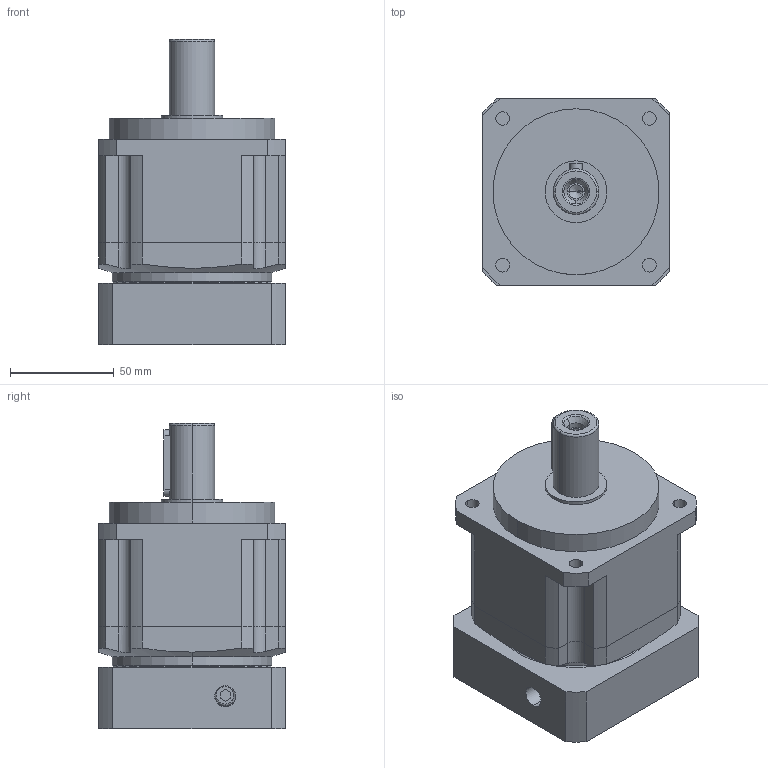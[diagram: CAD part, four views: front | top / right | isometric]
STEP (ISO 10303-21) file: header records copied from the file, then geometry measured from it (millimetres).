
FILE_DESCRIPTION (( 'STEP AP203' ), '1' );
FILE_NAME ('GPB090-L1-(14-73-□69.6-M5).STEP', '2022-03-21T00:27:15', ( '微软用户' ), ( '微软中国' ), 'SwSTEP 2.0', 'SolidWorks 2018', '' );
FILE_SCHEMA (( 'CONFIG_CONTROL_DESIGN' ));
Length unit declared in the file: millimetre
Products named in the file (1): GPB090-L1-(14-73-¡õ69.6-M5)
Bounding box: 90 x 90 x 147 mm (x, y, z)
Volume: 691725.4 mm3; surface area: 104053 mm2
Topology: 5 solids, 5 shells, 323 faces, 816 edges, 525 vertices
Faces by surface type: plane 145, cylinder 138, cone 22, torus 18
Entity records: 10274 total; most frequent: CARTESIAN_POINT 2221, DIRECTION 1739, ORIENTED_EDGE 1612, EDGE_CURVE 806, AXIS2_PLACEMENT_3D 651, VERTEX_POINT 525, VECTOR 437, LINE 437
